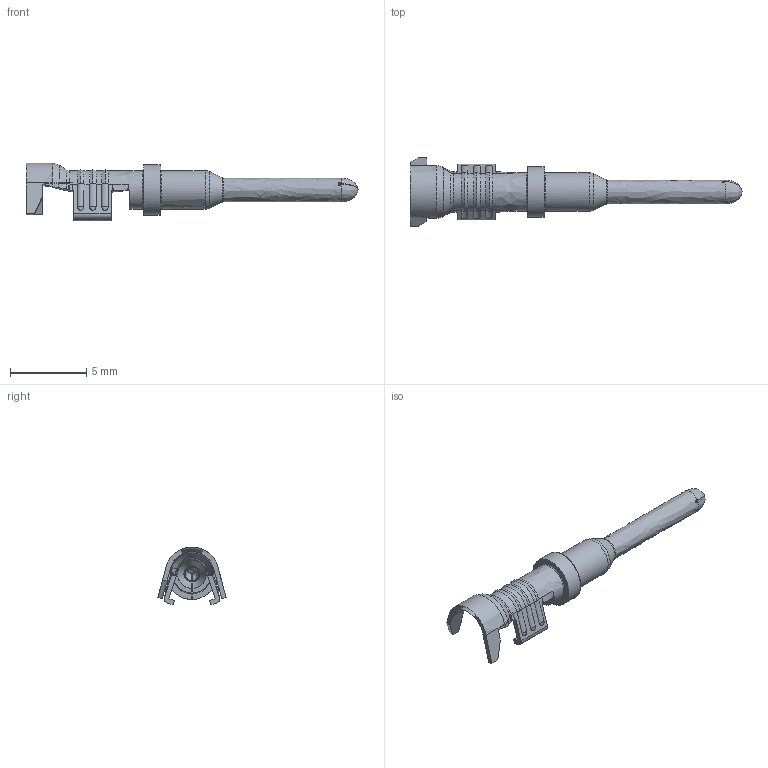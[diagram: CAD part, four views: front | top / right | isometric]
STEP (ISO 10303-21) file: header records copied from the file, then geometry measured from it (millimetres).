
FILE_DESCRIPTION((''),'2;1');
FILE_NAME('at60-16-01xx.stp', '2015-06-08T14:17:26',('User'),('SDRC'),'I-DEAS Master Series','UNIX','Yes');
FILE_SCHEMA(('CONFIG_CONTROL_DESIGN', 'GEOMETRIC_VALIDATION_PROPERTIES_MIM','SHAPE_APPEARANCE_LAYER_MIM'));
Length unit declared in the file: millimetre
Bounding box: 21.72 x 4.47 x 3.79 mm (x, y, z)
Surface area: 274.3 mm2 (no closed solid volume)
Topology: 0 solids, 1 shells, 293 faces, 703 edges, 414 vertices
Faces by surface type: bspline 293
Entity records: 14511 total; most frequent: CARTESIAN_POINT 10334, ORIENTED_EDGE 1339, EDGE_CURVE 678, QUASI_UNIFORM_CURVE 399, VERTEX_POINT 378, EDGE_LOOP 293, FACE_OUTER_BOUND 293, ADVANCED_FACE 293
